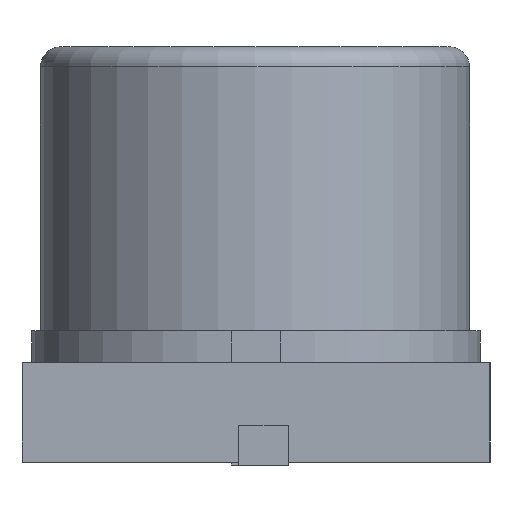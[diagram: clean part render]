
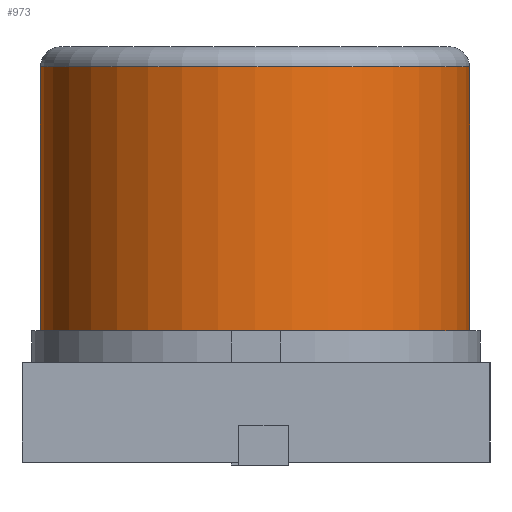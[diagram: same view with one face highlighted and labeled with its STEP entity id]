
A CAD part, left-side view. The second image highlights one B-rep face of the part: STEP entity #973.
In plain terms, the highlighted cylindrical face has radius 2.155 mm (diameter 4.309 mm), a partial arc.
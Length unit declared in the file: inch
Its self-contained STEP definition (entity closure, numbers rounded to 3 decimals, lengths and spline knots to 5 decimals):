
#856 = VERTEX_POINT('',#857);
#857 = CARTESIAN_POINT('',(-0.12464,0.08522,
    0.05315));
#865 = EDGE_CURVE('',#866,#856,#868,.T.);
#866 = VERTEX_POINT('',#867);
#867 = CARTESIAN_POINT('',(-0.12464,-0.08442,
    0.05315));
#868 = CIRCLE('',#869,0.08482);
#869 = AXIS2_PLACEMENT_3D('',#870,#871,#872);
#870 = CARTESIAN_POINT('',(-0.12464,0.0004,
    0.05315));
#871 = DIRECTION('',(0.,0.,-1.));
#872 = DIRECTION('',(1.,0.,0.));
#898 = EDGE_CURVE('',#856,#899,#901,.T.);
#899 = VERTEX_POINT('',#900);
#900 = CARTESIAN_POINT('',(-0.12464,0.08522,
    0.15748));
#901 = LINE('',#902,#903);
#902 = CARTESIAN_POINT('',(-0.12464,0.08522,
    0.00787));
#903 = VECTOR('',#904,0.03937);
#904 = DIRECTION('',(0.,0.,1.));
#954 = EDGE_CURVE('',#866,#955,#957,.T.);
#955 = VERTEX_POINT('',#956);
#956 = CARTESIAN_POINT('',(-0.12464,-0.08442,
    0.15748));
#957 = LINE('',#958,#959);
#958 = CARTESIAN_POINT('',(-0.12464,-0.08442,
    0.00787));
#959 = VECTOR('',#960,0.03937);
#960 = DIRECTION('',(0.,0.,1.));
#973 = ADVANCED_FACE('',(#974),#986,.T.);
#974 = FACE_BOUND('',#975,.F.);
#975 = EDGE_LOOP('',(#976,#977,#978,#985));
#976 = ORIENTED_EDGE('',*,*,#865,.T.);
#977 = ORIENTED_EDGE('',*,*,#898,.T.);
#978 = ORIENTED_EDGE('',*,*,#979,.T.);
#979 = EDGE_CURVE('',#899,#955,#980,.T.);
#980 = CIRCLE('',#981,0.08482);
#981 = AXIS2_PLACEMENT_3D('',#982,#983,#984);
#982 = CARTESIAN_POINT('',(-0.12464,0.0004,
    0.15748));
#983 = DIRECTION('',(0.,0.,1.));
#984 = DIRECTION('',(0.,1.,0.));
#985 = ORIENTED_EDGE('',*,*,#954,.F.);
#986 = CYLINDRICAL_SURFACE('',#987,0.08482);
#987 = AXIS2_PLACEMENT_3D('',#988,#989,#990);
#988 = CARTESIAN_POINT('',(-0.12464,0.0004,
    0.00787));
#989 = DIRECTION('',(-0.,-0.,-1.));
#990 = DIRECTION('',(1.,0.,0.));
